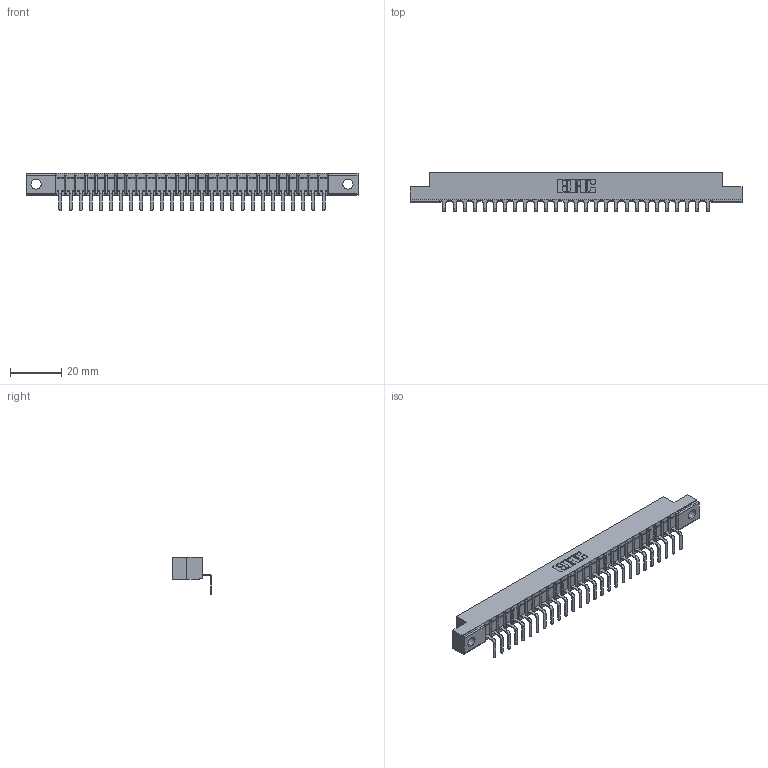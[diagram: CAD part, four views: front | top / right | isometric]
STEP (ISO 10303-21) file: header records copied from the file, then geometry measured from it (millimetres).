
FILE_DESCRIPTION (( 'STEP AP203' ), '1' );
FILE_NAME ('307-027-559-104.STEP', '2019-09-04T16:35:52', ( '' ), ( '' ), 'SwSTEP 2.0', 'SolidWorks 2016', '' );
FILE_SCHEMA (( 'CONFIG_CONTROL_DESIGN' ));
Length unit declared in the file: inch
Products named in the file (3): 307-027-559-104; 307 Part_.156 Dia Mounting Holes; 307-290-001_558 559 - 1 (Single)
Assembly tree (28 placements, depth 2):
  307-027-559-104
    307 Part_.156 Dia Mounting Holes
    307-290-001_558 559 - 1 (Single)  x27
Bounding box: 130 x 15.46 x 14.81 mm (x, y, z)
Volume: 8122.1 mm3; surface area: 12835.8 mm2
Topology: 28 solids, 28 shells, 1780 faces, 5057 edges, 3258 vertices
Faces by surface type: plane 1137, cylinder 587, sphere 56
Entity records: 25518 total; most frequent: CARTESIAN_POINT 4298, ORIENTED_EDGE 4282, DIRECTION 4181, EDGE_CURVE 2141, LINE 1643, VECTOR 1643, VERTEX_POINT 1386, AXIS2_PLACEMENT_3D 1269
